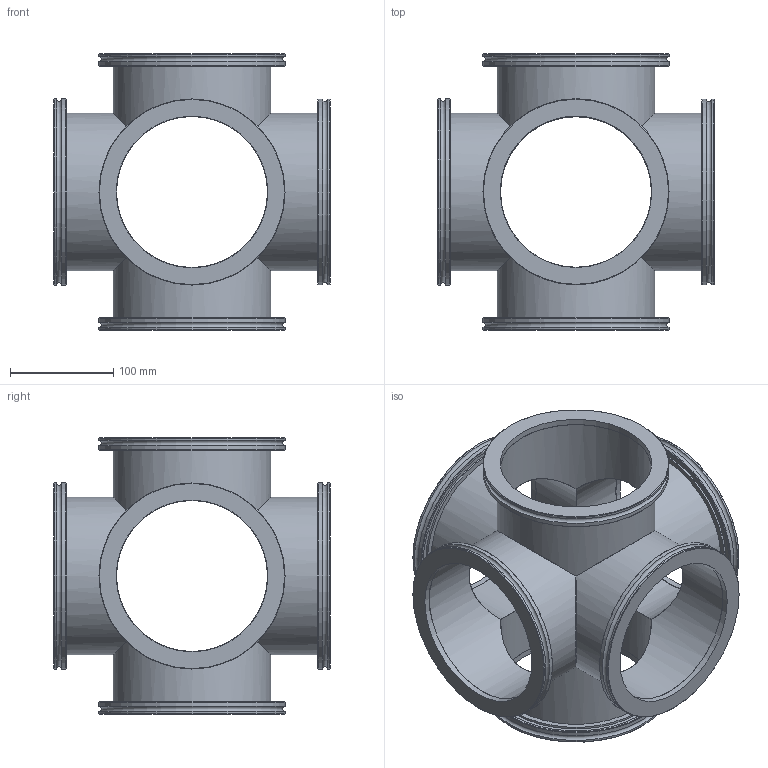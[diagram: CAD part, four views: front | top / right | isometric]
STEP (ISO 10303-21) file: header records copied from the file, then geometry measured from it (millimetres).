
FILE_DESCRIPTION(/* description */ (''),/* implementation_level */ '2;1');
FILE_NAME(/* name */ 'FL-6X160LF.stp',/* time_stamp */ '2019-02-11T15:27:26+00:00',/* author */ ('paul'),/* organization */ (''),/* preprocessor_version */ 'ST-DEVELOPER v17.2',/* originating_system */ 'Autodesk Inventor 2019',/* authorisation */ '');
FILE_SCHEMA (('AUTOMOTIVE_DESIGN { 1 0 10303 214 3 1 1 }'));
Length unit declared in the file: millimetre
Products named in the file (3): FL-5X40KF; TUBE1; FL-160LF-W
Assembly tree (12 placements, depth 2):
  FL-5X40KF
    TUBE1  x6
    FL-160LF-W  x6
Bounding box: 267.2 x 267.2 x 267.2 mm (x, y, z)
Volume: 1035288 mm3; surface area: 559126.6 mm2
Topology: 12 solids, 12 shells, 126 faces, 318 edges, 228 vertices
Faces by surface type: plane 60, cylinder 48, cone 12, torus 6
Full cylindrical faces by diameter (mm): 146 x6, 146.5 x6, 152.4 x6, 153 x6, 163 x6, 175 x6, 180 x12
Entity records: 863 total; most frequent: DIRECTION 164, CARTESIAN_POINT 127, ORIENTED_EDGE 106, AXIS2_PLACEMENT_3D 75, EDGE_CURVE 53, VERTEX_POINT 38, CIRCLE 29, EDGE_LOOP 27
